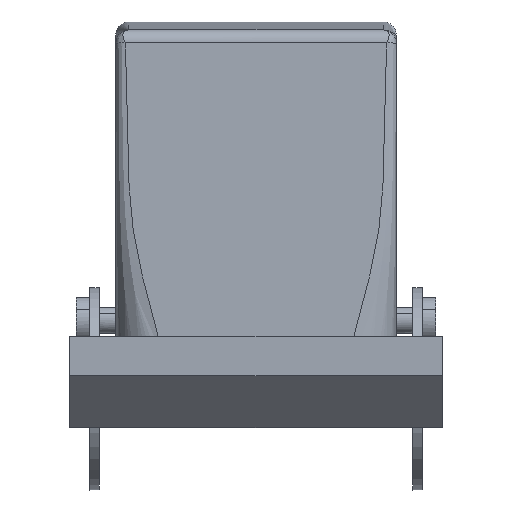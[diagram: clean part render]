
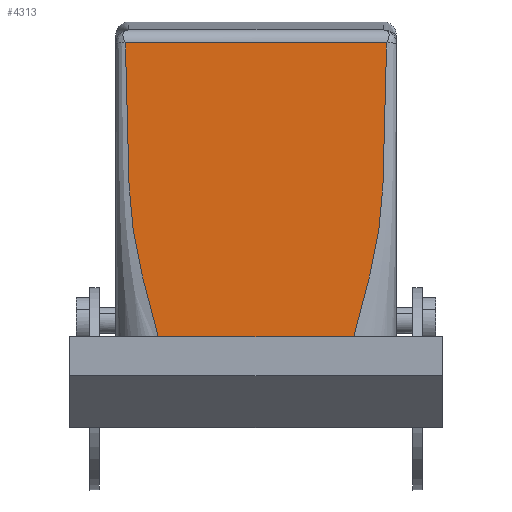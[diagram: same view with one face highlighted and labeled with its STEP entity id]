
A CAD part, front view. The second image highlights one B-rep face of the part: STEP entity #4313.
In plain terms, the highlighted planar face has unit normal (0, -1, 0.013).
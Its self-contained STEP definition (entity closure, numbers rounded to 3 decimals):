
#4303=AXIS2_PLACEMENT_3D('Plane Axis2P3D',#4300,#4301,#4302) ;
#2395=CARTESIAN_POINT('Vertex',(14.5,18.,19.8)) ;
#2439=CARTESIAN_POINT('Vertex',(42.5,18.,19.8)) ;
#2442=CARTESIAN_POINT('Line Origine',(28.5,18.,19.8)) ;
#2913=CARTESIAN_POINT('Control Point',(48.5,18.638,68.521)) ;
#2914=CARTESIAN_POINT('Control Point',(48.501,18.638,68.51)) ;
#2915=CARTESIAN_POINT('Control Point',(48.502,18.638,68.499)) ;
#2916=CARTESIAN_POINT('Control Point',(48.502,18.637,68.488)) ;
#2917=CARTESIAN_POINT('Control Point',(48.502,18.637,68.478)) ;
#2918=CARTESIAN_POINT('Control Point',(48.501,18.637,68.467)) ;
#2919=CARTESIAN_POINT('Vertex',(48.501,18.637,68.467)) ;
#2921=CARTESIAN_POINT('Vertex',(48.5,18.638,68.521)) ;
#2961=CARTESIAN_POINT('Line Origine',(17.75,18.638,68.521)) ;
#2965=CARTESIAN_POINT('Vertex',(8.5,18.638,68.521)) ;
#3344=CARTESIAN_POINT('Control Point',(48.501,18.637,68.467)) ;
#3345=CARTESIAN_POINT('Control Point',(48.501,18.637,68.45)) ;
#3346=CARTESIAN_POINT('Control Point',(48.501,18.637,68.433)) ;
#3347=CARTESIAN_POINT('Control Point',(48.501,18.636,68.416)) ;
#3348=CARTESIAN_POINT('Control Point',(48.5,18.635,68.318)) ;
#3349=CARTESIAN_POINT('Control Point',(48.499,18.634,68.219)) ;
#3350=CARTESIAN_POINT('Control Point',(48.498,18.631,68.024)) ;
#3351=CARTESIAN_POINT('Control Point',(48.496,18.629,67.838)) ;
#3352=CARTESIAN_POINT('Control Point',(48.494,18.626,67.652)) ;
#3353=CARTESIAN_POINT('Control Point',(48.493,18.625,67.548)) ;
#3354=CARTESIAN_POINT('Control Point',(48.49,18.621,67.234)) ;
#3355=CARTESIAN_POINT('Control Point',(48.487,18.617,66.921)) ;
#3356=CARTESIAN_POINT('Control Point',(48.484,18.614,66.712)) ;
#3357=CARTESIAN_POINT('Control Point',(48.477,18.606,66.086)) ;
#3358=CARTESIAN_POINT('Control Point',(48.469,18.598,65.46)) ;
#3359=CARTESIAN_POINT('Control Point',(48.464,18.592,65.042)) ;
#3360=CARTESIAN_POINT('Control Point',(48.446,18.576,63.79)) ;
#3361=CARTESIAN_POINT('Control Point',(48.425,18.559,62.538)) ;
#3362=CARTESIAN_POINT('Control Point',(48.409,18.549,61.703)) ;
#3363=CARTESIAN_POINT('Control Point',(48.358,18.516,59.201)) ;
#3364=CARTESIAN_POINT('Control Point',(48.295,18.483,56.7)) ;
#3365=CARTESIAN_POINT('Control Point',(48.249,18.461,55.033)) ;
#3366=CARTESIAN_POINT('Control Point',(48.178,18.429,52.6)) ;
#3367=CARTESIAN_POINT('Control Point',(48.094,18.398,50.169)) ;
#3368=CARTESIAN_POINT('Control Point',(48.066,18.388,49.403)) ;
#3369=CARTESIAN_POINT('Control Point',(48.005,18.367,47.871)) ;
#3370=CARTESIAN_POINT('Control Point',(47.933,18.347,46.338)) ;
#3371=CARTESIAN_POINT('Control Point',(47.892,18.337,45.581)) ;
#3372=CARTESIAN_POINT('Control Point',(47.75,18.309,43.441)) ;
#3373=CARTESIAN_POINT('Control Point',(47.53,18.282,41.305)) ;
#3374=CARTESIAN_POINT('Control Point',(47.348,18.264,39.936)) ;
#3375=CARTESIAN_POINT('Control Point',(46.905,18.228,37.206)) ;
#3376=CARTESIAN_POINT('Control Point',(46.324,18.192,34.494)) ;
#3377=CARTESIAN_POINT('Control Point',(46.005,18.175,33.142)) ;
#3378=CARTESIAN_POINT('Control Point',(45.129,18.129,29.66)) ;
#3379=CARTESIAN_POINT('Control Point',(44.174,18.084,26.193)) ;
#3380=CARTESIAN_POINT('Control Point',(43.59,18.056,24.066)) ;
#3381=CARTESIAN_POINT('Control Point',(43.036,18.028,21.934)) ;
#3382=CARTESIAN_POINT('Control Point',(42.5,18.,19.8)) ;
#4056=CARTESIAN_POINT('Control Point',(8.499,18.637,68.467)) ;
#4057=CARTESIAN_POINT('Control Point',(8.499,18.637,68.45)) ;
#4058=CARTESIAN_POINT('Control Point',(8.499,18.637,68.433)) ;
#4059=CARTESIAN_POINT('Control Point',(8.499,18.636,68.416)) ;
#4060=CARTESIAN_POINT('Control Point',(8.5,18.635,68.318)) ;
#4061=CARTESIAN_POINT('Control Point',(8.501,18.634,68.219)) ;
#4062=CARTESIAN_POINT('Control Point',(8.502,18.631,68.024)) ;
#4063=CARTESIAN_POINT('Control Point',(8.504,18.629,67.838)) ;
#4064=CARTESIAN_POINT('Control Point',(8.506,18.626,67.652)) ;
#4065=CARTESIAN_POINT('Control Point',(8.507,18.625,67.548)) ;
#4066=CARTESIAN_POINT('Control Point',(8.51,18.621,67.234)) ;
#4067=CARTESIAN_POINT('Control Point',(8.513,18.617,66.921)) ;
#4068=CARTESIAN_POINT('Control Point',(8.516,18.614,66.712)) ;
#4069=CARTESIAN_POINT('Control Point',(8.523,18.606,66.086)) ;
#4070=CARTESIAN_POINT('Control Point',(8.531,18.598,65.46)) ;
#4071=CARTESIAN_POINT('Control Point',(8.536,18.592,65.042)) ;
#4072=CARTESIAN_POINT('Control Point',(8.554,18.576,63.79)) ;
#4073=CARTESIAN_POINT('Control Point',(8.575,18.559,62.538)) ;
#4074=CARTESIAN_POINT('Control Point',(8.591,18.549,61.703)) ;
#4075=CARTESIAN_POINT('Control Point',(8.642,18.516,59.201)) ;
#4076=CARTESIAN_POINT('Control Point',(8.705,18.483,56.7)) ;
#4077=CARTESIAN_POINT('Control Point',(8.751,18.461,55.033)) ;
#4078=CARTESIAN_POINT('Control Point',(8.822,18.429,52.6)) ;
#4079=CARTESIAN_POINT('Control Point',(8.906,18.398,50.169)) ;
#4080=CARTESIAN_POINT('Control Point',(8.934,18.388,49.403)) ;
#4081=CARTESIAN_POINT('Control Point',(8.995,18.367,47.871)) ;
#4082=CARTESIAN_POINT('Control Point',(9.067,18.347,46.338)) ;
#4083=CARTESIAN_POINT('Control Point',(9.108,18.337,45.581)) ;
#4084=CARTESIAN_POINT('Control Point',(9.25,18.309,43.441)) ;
#4085=CARTESIAN_POINT('Control Point',(9.47,18.282,41.305)) ;
#4086=CARTESIAN_POINT('Control Point',(9.652,18.264,39.936)) ;
#4087=CARTESIAN_POINT('Control Point',(10.095,18.228,37.206)) ;
#4088=CARTESIAN_POINT('Control Point',(10.676,18.192,34.494)) ;
#4089=CARTESIAN_POINT('Control Point',(10.995,18.175,33.142)) ;
#4090=CARTESIAN_POINT('Control Point',(11.871,18.129,29.66)) ;
#4091=CARTESIAN_POINT('Control Point',(12.826,18.084,26.193)) ;
#4092=CARTESIAN_POINT('Control Point',(13.41,18.056,24.066)) ;
#4093=CARTESIAN_POINT('Control Point',(13.964,18.028,21.934)) ;
#4094=CARTESIAN_POINT('Control Point',(14.5,18.,19.8)) ;
#4095=CARTESIAN_POINT('Vertex',(8.499,18.637,68.467)) ;
#4286=CARTESIAN_POINT('Control Point',(8.5,18.638,68.521)) ;
#4287=CARTESIAN_POINT('Control Point',(8.499,18.638,68.51)) ;
#4288=CARTESIAN_POINT('Control Point',(8.498,18.638,68.499)) ;
#4289=CARTESIAN_POINT('Control Point',(8.498,18.637,68.488)) ;
#4290=CARTESIAN_POINT('Control Point',(8.498,18.637,68.478)) ;
#4291=CARTESIAN_POINT('Control Point',(8.499,18.637,68.467)) ;
#4300=CARTESIAN_POINT('Axis2P3D Location',(28.5,19.046,99.715)) ;
#2443=DIRECTION('Vector Direction',(-1.,0.,0.)) ;
#2962=DIRECTION('Vector Direction',(1.,0.,0.)) ;
#4301=DIRECTION('Axis2P3D Direction',(0.,-1.,0.013)) ;
#4302=DIRECTION('Axis2P3D XDirection',(-1.,0.,0.)) ;
#2444=VECTOR('Line Direction',#2443,1.) ;
#2963=VECTOR('Line Direction',#2962,1.) ;
#4306=ORIENTED_EDGE('',*,*,#2446,.T.) ;
#4307=ORIENTED_EDGE('',*,*,#3383,.T.) ;
#4308=ORIENTED_EDGE('',*,*,#2923,.T.) ;
#4309=ORIENTED_EDGE('',*,*,#2967,.F.) ;
#4310=ORIENTED_EDGE('',*,*,#4292,.F.) ;
#4311=ORIENTED_EDGE('',*,*,#4097,.F.) ;
#4313=ADVANCED_FACE('Housing',(#4312),#4304,.T.) ;
#2912=B_SPLINE_CURVE_WITH_KNOTS('',5,(#2913,#2914,#2915,#2916,#2917,#2918),.UNSPECIFIED.,.F.,.U.,(6,6),(122.51,122.656),.UNSPECIFIED.) ;
#3343=B_SPLINE_CURVE_WITH_KNOTS('',5,(#3344,#3345,#3346,#3347,#3348,#3349,#3350,#3351,#3352,#3353,#3354,#3355,#3356,#3357,#3358,#3359,#3360,#3361,#3362,#3363,#3364,#3365,#3366,#3367,#3368,#3369,#3370,#3371,#3372,#3373,#3374,#3375,#3376,#3377,#3378,#3379,#3380,#3381,#3382),.UNSPECIFIED.,.F.,.U.,(6,3,3,3,3,3,3,3,3,3,3,3,6),(5.137,5.221,5.629,6.151,7.194,9.28,13.453,21.791,25.623,29.465,36.352,43.24,54.164),.UNSPECIFIED.) ;
#4055=B_SPLINE_CURVE_WITH_KNOTS('',5,(#4056,#4057,#4058,#4059,#4060,#4061,#4062,#4063,#4064,#4065,#4066,#4067,#4068,#4069,#4070,#4071,#4072,#4073,#4074,#4075,#4076,#4077,#4078,#4079,#4080,#4081,#4082,#4083,#4084,#4085,#4086,#4087,#4088,#4089,#4090,#4091,#4092,#4093,#4094),.UNSPECIFIED.,.F.,.U.,(6,3,3,3,3,3,3,3,3,3,3,3,6),(5.137,5.221,5.629,6.151,7.194,9.28,13.453,21.791,25.623,29.465,36.352,43.24,54.164),.UNSPECIFIED.) ;
#4285=B_SPLINE_CURVE_WITH_KNOTS('',5,(#4286,#4287,#4288,#4289,#4290,#4291),.UNSPECIFIED.,.F.,.U.,(6,6),(122.51,122.656),.UNSPECIFIED.) ;
#2446=EDGE_CURVE('',#2396,#2440,#2445,.F.) ;
#2923=EDGE_CURVE('',#2920,#2922,#2912,.F.) ;
#2967=EDGE_CURVE('',#2966,#2922,#2964,.T.) ;
#3383=EDGE_CURVE('',#2440,#2920,#3343,.F.) ;
#4097=EDGE_CURVE('',#2396,#4096,#4055,.F.) ;
#4292=EDGE_CURVE('',#4096,#2966,#4285,.F.) ;
#4305=EDGE_LOOP('',(#4306,#4307,#4308,#4309,#4310,#4311)) ;
#4312=FACE_OUTER_BOUND('',#4305,.T.) ;
#2445=LINE('Line',#2442,#2444) ;
#2964=LINE('Line',#2961,#2963) ;
#4304=PLANE('',#4303) ;
#2396=VERTEX_POINT('',#2395) ;
#2440=VERTEX_POINT('',#2439) ;
#2920=VERTEX_POINT('',#2919) ;
#2922=VERTEX_POINT('',#2921) ;
#2966=VERTEX_POINT('',#2965) ;
#4096=VERTEX_POINT('',#4095) ;
